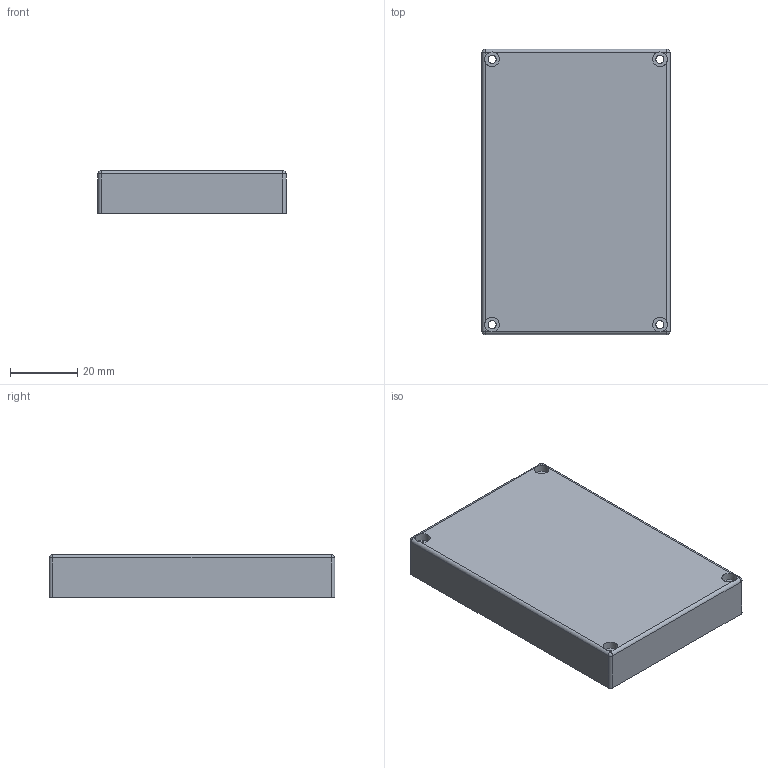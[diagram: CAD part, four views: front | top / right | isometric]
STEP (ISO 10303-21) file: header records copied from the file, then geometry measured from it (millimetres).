
FILE_DESCRIPTION(/* description */ (''),/* implementation_level */ '2;1');
FILE_NAME(/* name */ 'BatteryCase_Top.stp',/* time_stamp */ '2023-12-27T23:16:38+01:00',/* author */ ('denni'),/* organization */ (''),/* preprocessor_version */ 'ST-DEVELOPER v19.2',/* originating_system */ 'Autodesk Inventor 2024',/* authorisation */ '');
FILE_SCHEMA (('AUTOMOTIVE_DESIGN { 1 0 10303 214 3 1 1 }'));
Length unit declared in the file: millimetre
Products named in the file (1): BatteryCase_Top
Bounding box: 56 x 85 x 12.75 mm (x, y, z)
Volume: 28692.3 mm3; surface area: 15721.7 mm2
Topology: 1 solids, 1 shells, 79 faces, 216 edges, 140 vertices
Faces by surface type: plane 39, cylinder 36, sphere 4
Full cylindrical faces by diameter (mm): 2.4 x4, 4.4 x4
Entity records: 2591 total; most frequent: CARTESIAN_POINT 482, DIRECTION 440, ORIENTED_EDGE 432, EDGE_CURVE 216, AXIS2_PLACEMENT_3D 156, VERTEX_POINT 140, LINE 128, VECTOR 128
